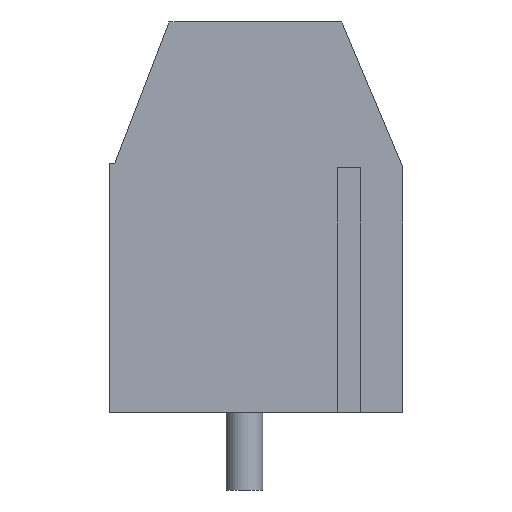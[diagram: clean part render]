
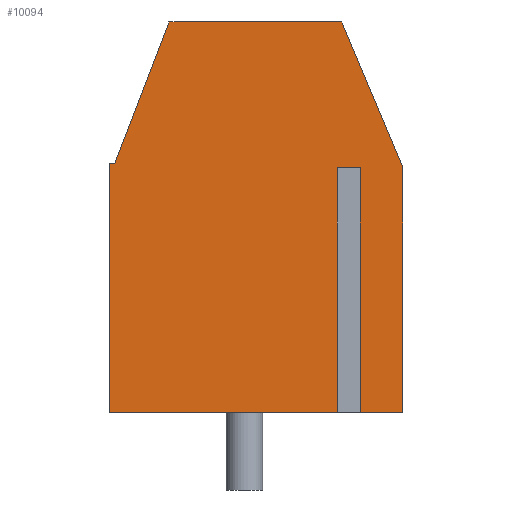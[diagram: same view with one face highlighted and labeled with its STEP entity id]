
A CAD part, front view. The second image highlights one B-rep face of the part: STEP entity #10094.
In plain terms, the highlighted planar face has unit normal (0, -1, 0).
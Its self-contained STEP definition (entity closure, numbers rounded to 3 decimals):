
#249 = ORIENTED_EDGE ( 'NONE', *, *, #4106, .T. ) ;
#348 = CARTESIAN_POINT ( 'NONE',  ( -3.5, -12.5, 6.45 ) ) ;
#483 = ORIENTED_EDGE ( 'NONE', *, *, #10737, .T. ) ;
#571 = DIRECTION ( 'NONE',  ( 0., 0., -1. ) ) ;
#602 = EDGE_CURVE ( 'NONE', #12235, #615, #6764, .T. ) ;
#615 = VERTEX_POINT ( 'NONE', #4724 ) ;
#843 = CARTESIAN_POINT ( 'NONE',  ( 4.1, -12.5, 0. ) ) ;
#935 = CARTESIAN_POINT ( 'NONE',  ( 2.52, -12.5, 10.1 ) ) ;
#974 = CARTESIAN_POINT ( 'NONE',  ( 0., -12.5, 6.33 ) ) ;
#1040 = CARTESIAN_POINT ( 'NONE',  ( -3.5, -12.5, 10.1 ) ) ;
#1193 = DIRECTION ( 'NONE',  ( 1., 0., 0. ) ) ;
#1439 = PLANE ( 'NONE',  #10569 ) ;
#1446 = CARTESIAN_POINT ( 'NONE',  ( -1.95, -12.5, 10.1 ) ) ;
#1495 = VERTEX_POINT ( 'NONE', #935 ) ;
#1579 = EDGE_CURVE ( 'NONE', #9588, #1495, #9975, .T. ) ;
#1629 = VECTOR ( 'NONE', #12598, 1000. ) ;
#1811 = CARTESIAN_POINT ( 'NONE',  ( 2.995, -12.5, 6.33 ) ) ;
#1820 = EDGE_CURVE ( 'NONE', #12235, #3444, #3223, .T. ) ;
#2201 = CARTESIAN_POINT ( 'NONE',  ( 2.395, -12.5, 0. ) ) ;
#2209 = ORIENTED_EDGE ( 'NONE', *, *, #602, .T. ) ;
#2308 = CARTESIAN_POINT ( 'NONE',  ( -3.4, -12.5, 6.33 ) ) ;
#2348 = CARTESIAN_POINT ( 'NONE',  ( 2.52, -12.5, 10.1 ) ) ;
#2439 = VECTOR ( 'NONE', #10643, 1000. ) ;
#2474 = EDGE_CURVE ( 'NONE', #9588, #11627, #5232, .T. ) ;
#2529 = LINE ( 'NONE', #9362, #7495 ) ;
#2964 = ORIENTED_EDGE ( 'NONE', *, *, #12245, .T. ) ;
#3223 = LINE ( 'NONE', #974, #8326 ) ;
#3333 = LINE ( 'NONE', #11939, #4210 ) ;
#3444 = VERTEX_POINT ( 'NONE', #8978 ) ;
#3574 = CARTESIAN_POINT ( 'NONE',  ( -3.354, -12.5, 6.45 ) ) ;
#3634 = CARTESIAN_POINT ( 'NONE',  ( 2.995, -12.5, 6.33 ) ) ;
#3787 = LINE ( 'NONE', #8458, #9705 ) ;
#4078 = CARTESIAN_POINT ( 'NONE',  ( -3.5, -12.5, 10.1 ) ) ;
#4106 = EDGE_CURVE ( 'NONE', #8586, #1495, #11069, .T. ) ;
#4144 = DIRECTION ( 'NONE',  ( -0.359, 0., -0.933 ) ) ;
#4207 = ORIENTED_EDGE ( 'NONE', *, *, #9143, .F. ) ;
#4210 = VECTOR ( 'NONE', #4343, 1000. ) ;
#4343 = DIRECTION ( 'NONE',  ( 0., 0., -1. ) ) ;
#4456 = CARTESIAN_POINT ( 'NONE',  ( 4.1, -12.5, 6.33 ) ) ;
#4495 = ORIENTED_EDGE ( 'NONE', *, *, #9341, .F. ) ;
#4685 = ORIENTED_EDGE ( 'NONE', *, *, #2474, .T. ) ;
#4694 = ORIENTED_EDGE ( 'NONE', *, *, #6822, .T. ) ;
#4724 = CARTESIAN_POINT ( 'NONE',  ( 2.995, -12.5, 0. ) ) ;
#4852 = CARTESIAN_POINT ( 'NONE',  ( -3.5, -12.5, 0. ) ) ;
#4895 = DIRECTION ( 'NONE',  ( -1., 0., 0. ) ) ;
#4983 = LINE ( 'NONE', #8880, #12436 ) ;
#5225 = ORIENTED_EDGE ( 'NONE', *, *, #1820, .F. ) ;
#5232 = LINE ( 'NONE', #2308, #8571 ) ;
#5524 = DIRECTION ( 'NONE',  ( 1., 0., 0. ) ) ;
#5901 = DIRECTION ( 'NONE',  ( 0., 0., 1. ) ) ;
#6048 = LINE ( 'NONE', #11927, #9987 ) ;
#6226 = DIRECTION ( 'NONE',  ( -0.387, 0., 0.922 ) ) ;
#6652 = VERTEX_POINT ( 'NONE', #4852 ) ;
#6709 = EDGE_CURVE ( 'NONE', #9297, #11627, #6048, .T. ) ;
#6764 = LINE ( 'NONE', #3634, #2439 ) ;
#6822 = EDGE_CURVE ( 'NONE', #9297, #6652, #4983, .T. ) ;
#7379 = FACE_OUTER_BOUND ( 'NONE', #10015, .T. ) ;
#7495 = VECTOR ( 'NONE', #571, 1000. ) ;
#7660 = CARTESIAN_POINT ( 'NONE',  ( -3.5, -12.5, 0. ) ) ;
#8209 = ORIENTED_EDGE ( 'NONE', *, *, #1579, .F. ) ;
#8326 = VECTOR ( 'NONE', #4895, 1000. ) ;
#8458 = CARTESIAN_POINT ( 'NONE',  ( -3.5, -12.5, 0. ) ) ;
#8571 = VECTOR ( 'NONE', #4144, 1000. ) ;
#8586 = VERTEX_POINT ( 'NONE', #4456 ) ;
#8880 = CARTESIAN_POINT ( 'NONE',  ( -3.5, -12.5, 10.1 ) ) ;
#8978 = CARTESIAN_POINT ( 'NONE',  ( 2.395, -12.5, 6.33 ) ) ;
#9143 = EDGE_CURVE ( 'NONE', #3444, #10291, #2529, .T. ) ;
#9297 = VERTEX_POINT ( 'NONE', #348 ) ;
#9341 = EDGE_CURVE ( 'NONE', #8586, #10128, #3333, .T. ) ;
#9362 = CARTESIAN_POINT ( 'NONE',  ( 2.395, -12.5, 6.33 ) ) ;
#9535 = LINE ( 'NONE', #7660, #1629 ) ;
#9588 = VERTEX_POINT ( 'NONE', #1446 ) ;
#9705 = VECTOR ( 'NONE', #5524, 1000. ) ;
#9975 = LINE ( 'NONE', #4078, #11356 ) ;
#9987 = VECTOR ( 'NONE', #11018, 1000. ) ;
#10015 = EDGE_LOOP ( 'NONE', ( #4207, #5225, #2209, #483, #4495, #249, #8209, #4685, #11897, #4694, #2964 ) ) ;
#10094 = ADVANCED_FACE ( 'NONE', ( #7379 ), #1439, .F. ) ;
#10128 = VERTEX_POINT ( 'NONE', #843 ) ;
#10291 = VERTEX_POINT ( 'NONE', #2201 ) ;
#10569 = AXIS2_PLACEMENT_3D ( 'NONE', #1040, #10628, #5901 ) ;
#10628 = DIRECTION ( 'NONE',  ( 0., 1., 0. ) ) ;
#10643 = DIRECTION ( 'NONE',  ( 0., 0., -1. ) ) ;
#10737 = EDGE_CURVE ( 'NONE', #615, #10128, #9535, .T. ) ;
#10894 = DIRECTION ( 'NONE',  ( 0., 0., -1. ) ) ;
#11018 = DIRECTION ( 'NONE',  ( 1., 0., 0. ) ) ;
#11069 = LINE ( 'NONE', #2348, #12070 ) ;
#11356 = VECTOR ( 'NONE', #1193, 1000. ) ;
#11627 = VERTEX_POINT ( 'NONE', #3574 ) ;
#11897 = ORIENTED_EDGE ( 'NONE', *, *, #6709, .F. ) ;
#11927 = CARTESIAN_POINT ( 'NONE',  ( -3.5, -12.5, 6.45 ) ) ;
#11939 = CARTESIAN_POINT ( 'NONE',  ( 4.1, -12.5, 10.1 ) ) ;
#12070 = VECTOR ( 'NONE', #6226, 1000. ) ;
#12235 = VERTEX_POINT ( 'NONE', #1811 ) ;
#12245 = EDGE_CURVE ( 'NONE', #6652, #10291, #3787, .T. ) ;
#12436 = VECTOR ( 'NONE', #10894, 1000. ) ;
#12598 = DIRECTION ( 'NONE',  ( 1., 0., 0. ) ) ;
